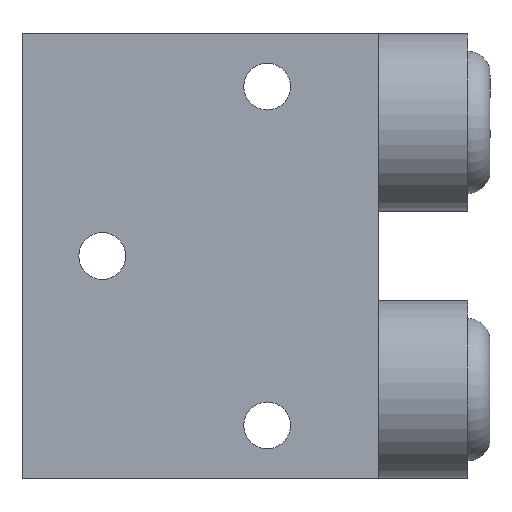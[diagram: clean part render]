
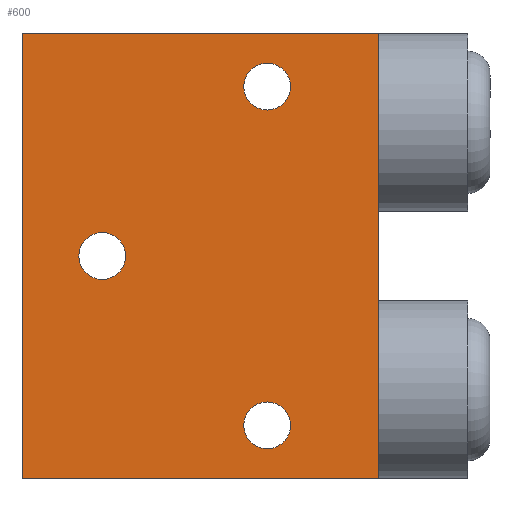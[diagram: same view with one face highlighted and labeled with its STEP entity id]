
A CAD part, left-side view. The second image highlights one B-rep face of the part: STEP entity #600.
In plain terms, the highlighted planar face has unit normal (-1, 0, 0).
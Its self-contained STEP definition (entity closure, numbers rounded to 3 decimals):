
#231=CARTESIAN_POINT('',(0.,-20.,17.25));
#232=VERTEX_POINT('',#231);
#233=CARTESIAN_POINT('',(0.0,-20.,12.));
#234=DIRECTION('',(1.0,0.0,0.0));
#235=DIRECTION('',(0.0,0.0,-1.0));
#236=AXIS2_PLACEMENT_3D('',#233,#234,#235);
#237=CIRCLE('',#236,5.25);
#238=EDGE_CURVE('',#232,#232,#237,.T.);
#280=CARTESIAN_POINT('',(0.,-20.,93.25));
#281=VERTEX_POINT('',#280);
#282=CARTESIAN_POINT('',(0.0,-20.,88.0));
#283=DIRECTION('',(1.0,0.0,0.0));
#284=DIRECTION('',(0.0,0.0,-1.0));
#285=AXIS2_PLACEMENT_3D('',#282,#283,#284);
#286=CIRCLE('',#285,5.25);
#287=EDGE_CURVE('',#281,#281,#286,.T.);
#329=CARTESIAN_POINT('',(0.,17.,55.25));
#330=VERTEX_POINT('',#329);
#331=CARTESIAN_POINT('',(0.0,17.,50.0));
#332=DIRECTION('',(1.0,0.0,0.0));
#333=DIRECTION('',(0.0,0.0,-1.0));
#334=AXIS2_PLACEMENT_3D('',#331,#332,#333);
#335=CIRCLE('',#334,5.25);
#336=EDGE_CURVE('',#330,#330,#335,.T.);
#357=CARTESIAN_POINT('',(0.0,35.,100.0));
#358=VERTEX_POINT('',#357);
#375=CARTESIAN_POINT('',(0.0,35.,0.0));
#376=VERTEX_POINT('',#375);
#383=CARTESIAN_POINT('',(0.0,35.,0.0));
#384=DIRECTION('',(0.0,0.0,1.0));
#385=VECTOR('',#384,100.0);
#386=LINE('',#383,#385);
#387=EDGE_CURVE('',#376,#358,#386,.T.);
#538=CARTESIAN_POINT('',(0.,-45.0,100.0));
#539=VERTEX_POINT('',#538);
#546=CARTESIAN_POINT('',(0.,-45.0,0.0));
#547=VERTEX_POINT('',#546);
#548=CARTESIAN_POINT('',(0.,-45.0,0.0));
#549=DIRECTION('',(0.0,0.0,1.0));
#550=VECTOR('',#549,100.0);
#551=LINE('',#548,#550);
#552=EDGE_CURVE('',#547,#539,#551,.T.);
#570=CARTESIAN_POINT('',(0.,-45.0,0.0));
#571=DIRECTION('',(-1.0,0.0,0.0));
#572=DIRECTION('',(0.0,0.0,1.0));
#573=AXIS2_PLACEMENT_3D('',#570,#571,#572);
#574=PLANE('',#573);
#575=CARTESIAN_POINT('',(0.,-45.0,100.0));
#576=DIRECTION('',(0.0,1.0,0.0));
#577=VECTOR('',#576,80.0);
#578=LINE('',#575,#577);
#579=EDGE_CURVE('',#539,#358,#578,.T.);
#580=ORIENTED_EDGE('',*,*,#579,.T.);
#581=ORIENTED_EDGE('',*,*,#387,.F.);
#582=CARTESIAN_POINT('',(0.,-45.0,0.0));
#583=DIRECTION('',(0.0,1.0,0.0));
#584=VECTOR('',#583,80.0);
#585=LINE('',#582,#584);
#586=EDGE_CURVE('',#547,#376,#585,.T.);
#587=ORIENTED_EDGE('',*,*,#586,.F.);
#588=ORIENTED_EDGE('',*,*,#552,.T.);
#589=EDGE_LOOP('',(#580,#581,#587,#588));
#590=FACE_OUTER_BOUND('',#589,.T.);
#591=ORIENTED_EDGE('',*,*,#238,.T.);
#592=EDGE_LOOP('',(#591));
#593=FACE_BOUND('',#592,.T.);
#594=ORIENTED_EDGE('',*,*,#287,.T.);
#595=EDGE_LOOP('',(#594));
#596=FACE_BOUND('',#595,.T.);
#597=ORIENTED_EDGE('',*,*,#336,.T.);
#598=EDGE_LOOP('',(#597));
#599=FACE_BOUND('',#598,.T.);
#600=ADVANCED_FACE('',(#590,#593,#596,#599),#574,.T.);
